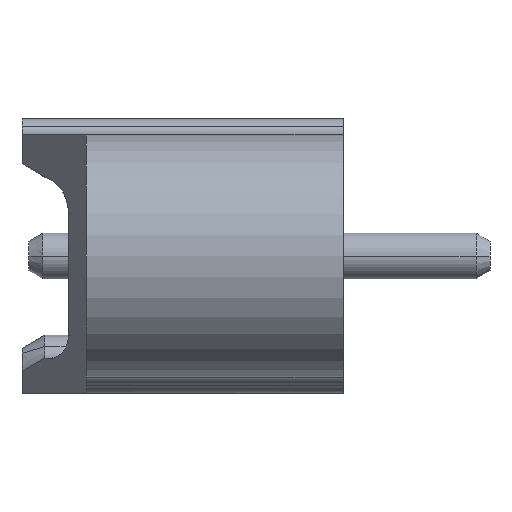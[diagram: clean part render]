
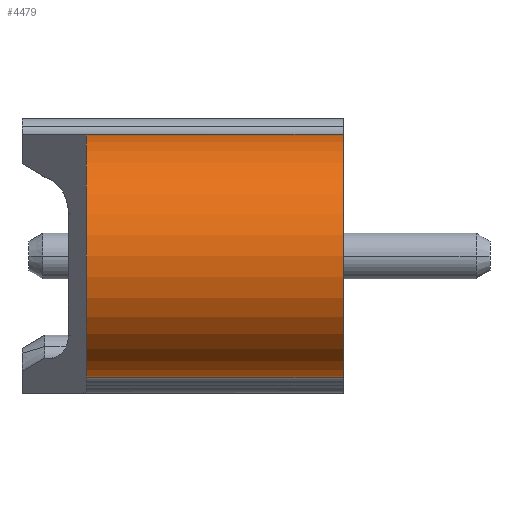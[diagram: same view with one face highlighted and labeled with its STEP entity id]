
A CAD part, left-side view. The second image highlights one B-rep face of the part: STEP entity #4479.
In plain terms, the highlighted cylindrical face has radius 2.65 mm (diameter 5.3 mm), a partial arc.
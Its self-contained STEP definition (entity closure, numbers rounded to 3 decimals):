
#35=CARTESIAN_POINT('',(8.,0.,0.));
#36=DIRECTION('',(0.,1.,0.));
#37=DIRECTION('',(0.,0.,1.));
#38=AXIS2_PLACEMENT_3D('',#35,#36,#37);
#338=DIRECTION('',(0.,1.,0.));
#339=VECTOR('',#338,5.6);
#340=CARTESIAN_POINT('',(8.,0.,-2.65));
#341=LINE('',#340,#339);
#1645=CARTESIAN_POINT('',(8.,5.6,0.));
#1646=DIRECTION('',(0.,1.,0.));
#1647=DIRECTION('',(0.,0.,1.));
#1648=AXIS2_PLACEMENT_3D('',#1645,#1646,#1647);
#1653=DIRECTION('',(0.,1.,0.));
#1654=VECTOR('',#1653,5.6);
#1655=CARTESIAN_POINT('',(8.,0.,2.65));
#1656=LINE('',#1655,#1654);
#2913=CARTESIAN_POINT('',(8.,0.,2.65));
#2914=CARTESIAN_POINT('',(8.,0.,-2.65));
#2915=VERTEX_POINT('',#2913);
#2916=VERTEX_POINT('',#2914);
#3031=CARTESIAN_POINT('',(8.,5.6,-2.65));
#3032=VERTEX_POINT('',#3031);
#3039=CARTESIAN_POINT('',(8.,5.6,2.65));
#3041=VERTEX_POINT('',#3039);
#4468=CARTESIAN_POINT('',(8.,0.,0.));
#4469=DIRECTION('',(0.,1.,0.));
#4470=DIRECTION('',(1.,0.,0.));
#4471=AXIS2_PLACEMENT_3D('',#4468,#4469,#4470);
#4472=CYLINDRICAL_SURFACE('',#4471,2.65);
#4473=ORIENTED_EDGE('',*,*,#4451,.T.);
#4474=ORIENTED_EDGE('',*,*,#3526,.F.);
#4475=ORIENTED_EDGE('',*,*,#3364,.F.);
#4476=ORIENTED_EDGE('',*,*,#4104,.T.);
#4477=EDGE_LOOP('',(#4473,#4474,#4475,#4476));
#4478=FACE_OUTER_BOUND('',#4477,.F.);
#4479=ADVANCED_FACE('',(#4478),#4472,.T.);
#39=CIRCLE('',#38,2.65);
#1649=CIRCLE('',#1648,2.65);
#3364=EDGE_CURVE('',#2915,#2916,#39,.T.);
#3526=EDGE_CURVE('',#2916,#3032,#341,.T.);
#4104=EDGE_CURVE('',#2915,#3041,#1656,.T.);
#4451=EDGE_CURVE('',#3041,#3032,#1649,.T.);
